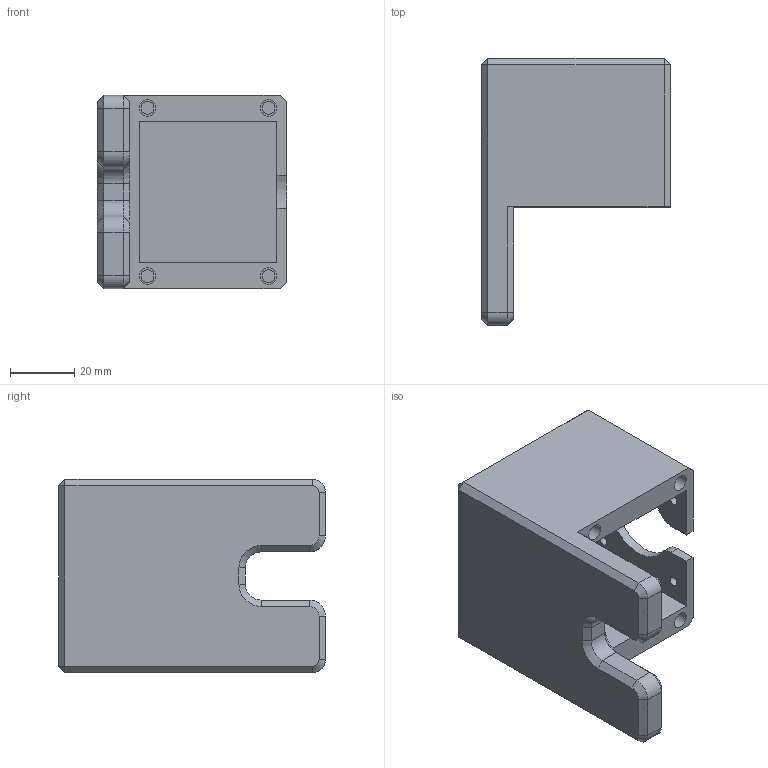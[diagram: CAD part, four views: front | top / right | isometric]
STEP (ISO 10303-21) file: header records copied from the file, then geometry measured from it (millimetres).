
FILE_DESCRIPTION(/* description */ (''),/* implementation_level */ '2;1');
FILE_NAME(/* name */ 'Motor-mounting-blockV2 v12.step',/* time_stamp */ '2019-03-03T17:49:49+01:00',/* author */ ('emytass'),/* organization */ (''),/* preprocessor_version */ 'ST-DEVELOPER v17.2',/* originating_system */ 'Autodesk Translation Framework v7.6.0.251',/* authorisation */ '');
FILE_SCHEMA (('AUTOMOTIVE_DESIGN { 1 0 10303 214 3 1 1 }'));
Length unit declared in the file: millimetre
Products named in the file (1): Motor-mounting-blockV2
Bounding box: 59 x 83.3 x 60.3 mm (x, y, z)
Volume: 96292.7 mm3; surface area: 29709.3 mm2
Topology: 1 solids, 1 shells, 84 faces, 186 edges, 112 vertices
Faces by surface type: plane 51, cylinder 21, cone 12
Full cylindrical faces by diameter (mm): 3 x4, 4 x4, 5.2 x4
Entity records: 2332 total; most frequent: DIRECTION 410, CARTESIAN_POINT 383, ORIENTED_EDGE 372, EDGE_CURVE 186, AXIS2_PLACEMENT_3D 139, LINE 132, VECTOR 132, VERTEX_POINT 112
